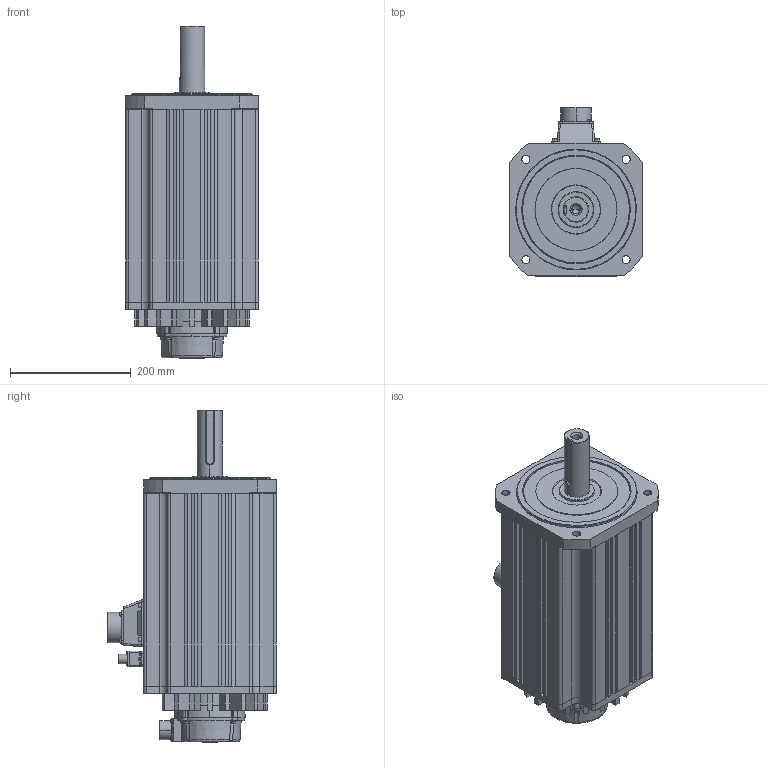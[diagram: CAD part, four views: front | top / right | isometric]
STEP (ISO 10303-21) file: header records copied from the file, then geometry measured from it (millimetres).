
FILE_DESCRIPTION (( 'STEP AP214' ), '1' );
FILE_NAME ('SV2H-2B0B.STEP', '2020-10-14T00:00:54', ( '' ), ( '' ), 'SwSTEP 2.0', 'SolidWorks 2017', '' );
FILE_SCHEMA (( 'AUTOMOTIVE_DESIGN' ));
Length unit declared in the file: inch
Products named in the file (1): SV2H-2B0B
Bounding box: 220 x 279.2 x 550.51 mm (x, y, z)
Volume: 16210957.8 mm3; surface area: 591162.3 mm2
Topology: 1 solids, 1 shells, 809 faces, 2140 edges, 1388 vertices
Faces by surface type: plane 405, cylinder 261, cone 101, bspline 26, torus 16
Entity records: 52107 total; most frequent: CARTESIAN_POINT 23478, ORIENTED_EDGE 4248, DIRECTION 2858, EDGE_CURVE 2124, VERTEX_POINT 1388, LINE 1020, VECTOR 1020, B_SPLINE_CURVE_WITH_KNOTS 953
